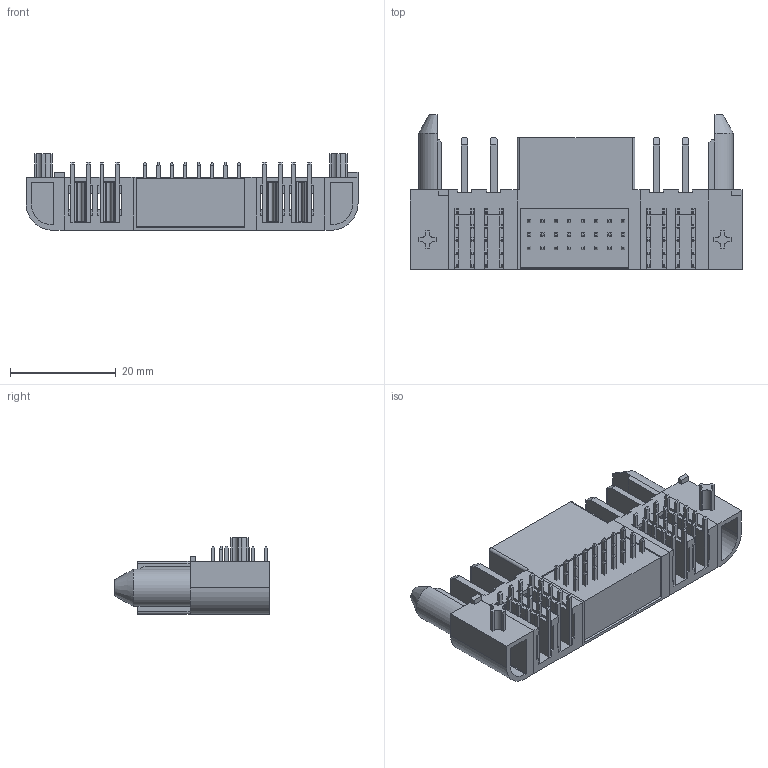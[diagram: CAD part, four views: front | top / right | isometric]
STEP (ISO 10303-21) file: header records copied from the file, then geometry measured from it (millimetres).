
FILE_DESCRIPTION( ( 'STEP AP214' ), '1' );
FILE_NAME( 'ET60T-D02-3-08-D02-L-R1-S.stp', '2019-02-28T04:18:41', ( '' ), ( '' ), ' ', 'PARTsolutions', ' ' );
FILE_SCHEMA( ( 'AUTOMOTIVE_DESIGN { 1 0 10303 214 1 1 1 1 }' ) );
Length unit declared in the file: millimetre
Products named in the file (8): ET60T-D02-3-08-D02-L-R1-S; _ET60T-24-RT1-GP_st; _ET60T-D-02-0_pt; _ET60T-RT1-GP_gpl; _ET60T-D-02-R1-_ppins_l; _ET60T-RT1-GP_gpr; _ET60T-D-02-R1-_ppr; _ET60T-24-R1-_sp
Assembly tree (8 placements, depth 2):
  ET60T-D02-3-08-D02-L-R1-S
    _ET60T-24-RT1-GP_st
    _ET60T-D-02-0_pt  x2
    _ET60T-RT1-GP_gpl
    _ET60T-D-02-R1-_ppins_l
    _ET60T-RT1-GP_gpr
    _ET60T-D-02-R1-_ppr
    _ET60T-24-R1-_sp
Bounding box: 62.76 x 29.25 x 14.46 mm (x, y, z)
Volume: 8695.5 mm3; surface area: 12851.8 mm2
Topology: 8 solids, 8 shells, 1124 faces, 3098 edges, 2000 vertices
Faces by surface type: plane 1020, cylinder 102, cone 2
Entity records: 40838 total; most frequent: CARTESIAN_POINT 5753, ORIENTED_EDGE 5716, DIRECTION 5174, EDGE_CURVE 2858, LINE 2652, VECTOR 2652, VERTEX_POINT 1840, AXIS2_PLACEMENT_3D 1261
